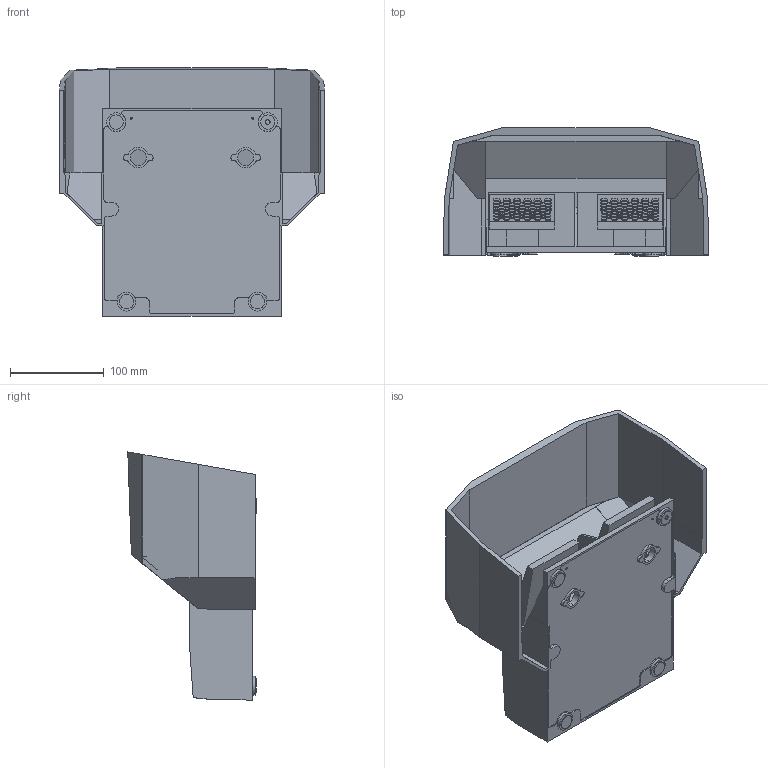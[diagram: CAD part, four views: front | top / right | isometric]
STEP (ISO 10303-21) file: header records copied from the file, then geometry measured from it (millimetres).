
FILE_DESCRIPTION(('STEP AP214'),'1');
FILE_NAME('cctmp_B83DFF2C-7DC2-479D-9C0E-CFFD3966BBF9_2023_07_21_11_28_43_0182..stp','2023-07-21T09:28:45',('SIEMENS A&D'),('CADClick - www.CADClick.com'),'Spatial InterOp 3D postprocessed',' ','unknown authorization');
FILE_SCHEMA(('AUTOMOTIVE_DESIGN'));
Length unit declared in the file: millimetre
Products named in the file (1): 2023_07_21_11_28_43_0087
Bounding box: 283.96 x 137.3 x 265.35 mm (x, y, z)
Volume: 2253177.8 mm3; surface area: 355441 mm2
Topology: 1 solids, 3 shells, 1500 faces, 6267 edges, 4954 vertices
Faces by surface type: plane 814, cylinder 521, extrusion 157, torus 8
Entity records: 77481 total; most frequent: CARTESIAN_POINT 24450, ORIENTED_EDGE 12534, DIRECTION 7253, EDGE_CURVE 6267, VERTEX_POINT 4954, B_SPLINE_CURVE_WITH_KNOTS 2878, VECTOR 2465, AXIS2_PLACEMENT_3D 2394
